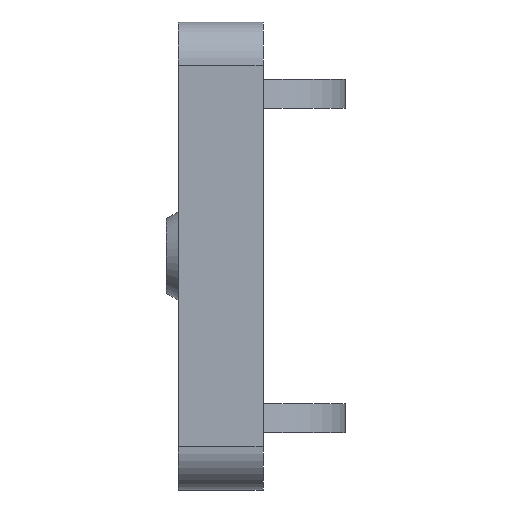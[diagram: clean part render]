
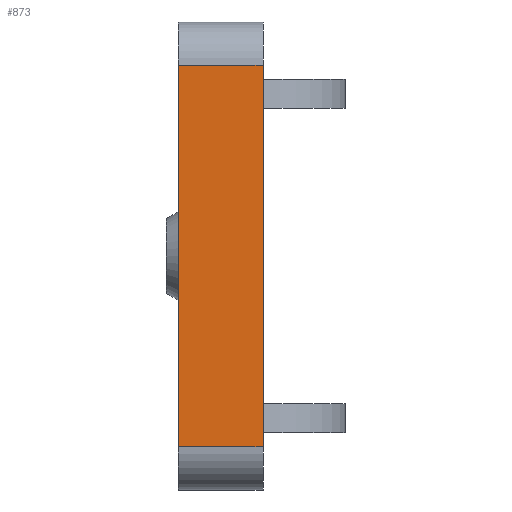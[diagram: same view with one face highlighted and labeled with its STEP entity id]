
A CAD part, left-side view. The second image highlights one B-rep face of the part: STEP entity #873.
In plain terms, the highlighted planar face has unit normal (-1, 0, 0).
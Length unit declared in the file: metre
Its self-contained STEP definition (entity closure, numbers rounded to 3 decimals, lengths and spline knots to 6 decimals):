
#16 = EDGE_LOOP ( 'NONE', ( #52, #343, #66, #357 ) ) ;
#52 = ORIENTED_EDGE ( 'NONE', *, *, #435, .F. ) ;
#59 = VERTEX_POINT ( 'NONE', #116 ) ;
#65 = LINE ( 'NONE', #761, #663 ) ;
#66 = ORIENTED_EDGE ( 'NONE', *, *, #529, .F. ) ;
#80 = EDGE_CURVE ( 'NONE', #618, #234, #892, .T. ) ;
#109 = AXIS2_PLACEMENT_3D ( 'NONE', #301, #698, #426 ) ;
#116 = CARTESIAN_POINT ( 'NONE',  ( -1.588568, -0.14, -0.8775 ) ) ;
#128 = VECTOR ( 'NONE', #887, 1. ) ;
#144 = CARTESIAN_POINT ( 'NONE',  ( -1.588568, -0.53, -0.8775 ) ) ;
#234 = VERTEX_POINT ( 'NONE', #449 ) ;
#294 = FACE_OUTER_BOUND ( 'NONE', #16, .T. ) ;
#295 = EDGE_CURVE ( 'NONE', #59, #863, #660, .T. ) ;
#301 = CARTESIAN_POINT ( 'NONE',  ( -1.588568, 0., 0. ) ) ;
#319 = CARTESIAN_POINT ( 'NONE',  ( -1.588568, 0., -0.8775 ) ) ;
#335 = CARTESIAN_POINT ( 'NONE',  ( -1.588568, -0.14, 1.0775 ) ) ;
#340 = CARTESIAN_POINT ( 'NONE',  ( -1.588568, -0.14, 0.8775 ) ) ;
#343 = ORIENTED_EDGE ( 'NONE', *, *, #295, .T. ) ;
#357 = ORIENTED_EDGE ( 'NONE', *, *, #80, .F. ) ;
#403 = CARTESIAN_POINT ( 'NONE',  ( -1.588568, 0., 0.8775 ) ) ;
#426 = DIRECTION ( 'NONE',  ( 0., 0., 1. ) ) ;
#434 = PLANE ( 'NONE',  #109 ) ;
#435 = EDGE_CURVE ( 'NONE', #59, #618, #678, .T. ) ;
#444 = VECTOR ( 'NONE', #717, 1. ) ;
#449 = CARTESIAN_POINT ( 'NONE',  ( -1.588568, -0.53, 0.8775 ) ) ;
#529 = EDGE_CURVE ( 'NONE', #234, #863, #65, .T. ) ;
#618 = VERTEX_POINT ( 'NONE', #340 ) ;
#630 = DIRECTION ( 'NONE',  ( 0., 0., -1. ) ) ;
#660 = LINE ( 'NONE', #319, #444 ) ;
#663 = VECTOR ( 'NONE', #630, 1. ) ;
#678 = LINE ( 'NONE', #335, #794 ) ;
#698 = DIRECTION ( 'NONE',  ( 1., 0., 0. ) ) ;
#717 = DIRECTION ( 'NONE',  ( 0., -1., 0. ) ) ;
#761 = CARTESIAN_POINT ( 'NONE',  ( -1.588568, -0.53, 0. ) ) ;
#794 = VECTOR ( 'NONE', #889, 1. ) ;
#863 = VERTEX_POINT ( 'NONE', #144 ) ;
#873 = ADVANCED_FACE ( 'NONE', ( #294 ), #434, .F. ) ;
#887 = DIRECTION ( 'NONE',  ( 0., -1., 0. ) ) ;
#889 = DIRECTION ( 'NONE',  ( 0., 0., 1. ) ) ;
#892 = LINE ( 'NONE', #403, #128 ) ;
